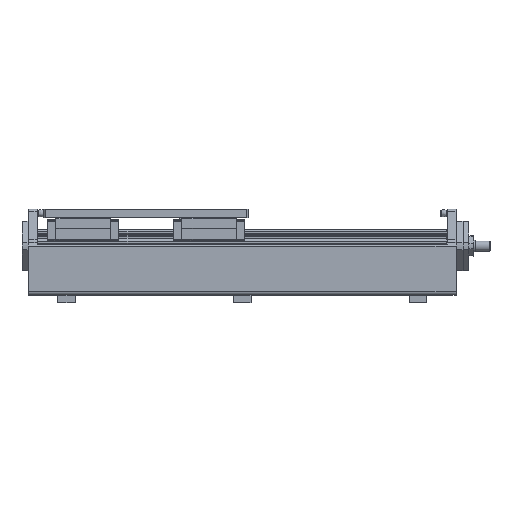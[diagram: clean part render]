
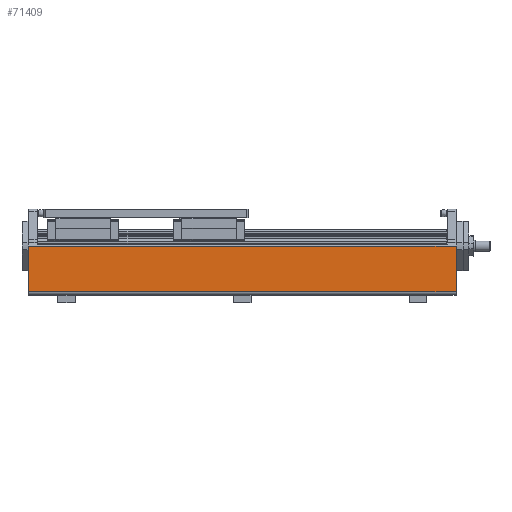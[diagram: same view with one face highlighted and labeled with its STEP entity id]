
A CAD part, left-side view. The second image highlights one B-rep face of the part: STEP entity #71409.
In plain terms, the highlighted planar face has unit normal (-1, 0, 0).
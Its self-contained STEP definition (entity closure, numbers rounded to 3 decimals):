
#57025=CARTESIAN_POINT('',(-252.5,285.,84.));
#57026=VERTEX_POINT('',#57025);
#57033=CARTESIAN_POINT('',(-252.5,285.,6.));
#57034=VERTEX_POINT('',#57033);
#57035=CARTESIAN_POINT('',(-252.5,285.,6.));
#57036=DIRECTION('',(0.0,0.0,1.0));
#57037=VECTOR('',#57036,78.0);
#57038=LINE('',#57035,#57037);
#57039=EDGE_CURVE('',#57034,#57026,#57038,.T.);
#59153=CARTESIAN_POINT('',(-252.5,1015.,84.));
#59154=VERTEX_POINT('',#59153);
#59270=CARTESIAN_POINT('',(-252.5,1015.,6.));
#59271=VERTEX_POINT('',#59270);
#59279=CARTESIAN_POINT('',(-252.5,1015.,84.));
#59280=DIRECTION('',(0.0,0.0,-1.0));
#59281=VECTOR('',#59280,78.);
#59282=LINE('',#59279,#59281);
#59283=EDGE_CURVE('',#59154,#59271,#59282,.T.);
#69997=CARTESIAN_POINT('',(-252.5,1015.,84.));
#69998=DIRECTION('',(0.0,-1.0,0.0));
#69999=VECTOR('',#69998,730.);
#70000=LINE('',#69997,#69999);
#70001=EDGE_CURVE('',#59154,#57026,#70000,.T.);
#71393=CARTESIAN_POINT('',(-252.5,1002.5,0.));
#71394=DIRECTION('',(-1.0,0.0,0.0));
#71395=DIRECTION('',(0.0,-1.0,0.0));
#71396=AXIS2_PLACEMENT_3D('',#71393,#71394,#71395);
#71397=PLANE('',#71396);
#71398=CARTESIAN_POINT('',(-252.5,285.,6.));
#71399=DIRECTION('',(0.0,1.0,0.0));
#71400=VECTOR('',#71399,730.);
#71401=LINE('',#71398,#71400);
#71402=EDGE_CURVE('',#57034,#59271,#71401,.T.);
#71403=ORIENTED_EDGE('',*,*,#71402,.F.);
#71404=ORIENTED_EDGE('',*,*,#57039,.T.);
#71405=ORIENTED_EDGE('',*,*,#70001,.F.);
#71406=ORIENTED_EDGE('',*,*,#59283,.T.);
#71407=EDGE_LOOP('',(#71403,#71404,#71405,#71406));
#71408=FACE_OUTER_BOUND('',#71407,.T.);
#71409=ADVANCED_FACE('',(#71408),#71397,.T.);
